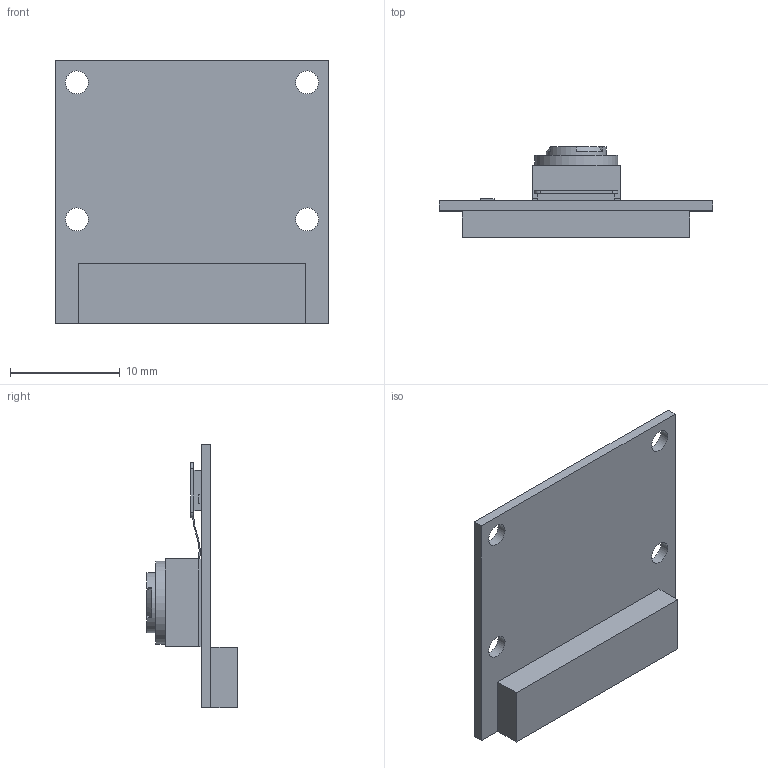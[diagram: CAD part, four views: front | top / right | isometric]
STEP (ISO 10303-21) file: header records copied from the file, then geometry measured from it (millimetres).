
FILE_DESCRIPTION(/* description */ (''),/* implementation_level */ '2;1');
FILE_NAME(/* name */ 'RasPi_Camera.step',/* time_stamp */ '2019-03-19T16:32:28+11:00',/* author */ ('jonno.tathra'),/* organization */ (''),/* preprocessor_version */ 'ST-DEVELOPER v17.2',/* originating_system */ 'Autodesk Translation Framework v7.6.0.251',/* authorisation */ '');
FILE_SCHEMA (('AUTOMOTIVE_DESIGN { 1 0 10303 214 3 1 1 }'));
Length unit declared in the file: millimetre
Products named in the file (8): RasPi_Camera; RasPi_Camera_Board_Standard; OVA5647_FOV; OVA5647_Standard; OVA5647_Housing_Standard; OVA5647_IR-Glas_Standard; OVA5647_Lens_FOV; OVA5647_Pigtail_Standard
Assembly tree (7 placements, depth 3):
  RasPi_Camera
    RasPi_Camera_Board_Standard
    OVA5647_FOV
      OVA5647_Standard
      OVA5647_Housing_Standard
      OVA5647_IR-Glas_Standard
      OVA5647_Lens_FOV
      OVA5647_Pigtail_Standard
Bounding box: 25 x 8.25 x 24 mm (x, y, z)
Volume: 1063.1 mm3; surface area: 2225.8 mm2
Topology: 7 solids, 7 shells, 353 faces, 943 edges, 625 vertices
Faces by surface type: plane 191, cylinder 83, torus 62, bspline 9, cone 6, sphere 2
Full cylindrical faces by diameter (mm): 0.06 x62, 2.1 x4, 5.5 x2, 5.6 x1, 6 x1, 7.6 x1
Entity records: 12108 total; most frequent: CARTESIAN_POINT 2231, DIRECTION 2123, ORIENTED_EDGE 1886, EDGE_CURVE 943, AXIS2_PLACEMENT_3D 839, VERTEX_POINT 625, EDGE_LOOP 508, LINE 445
